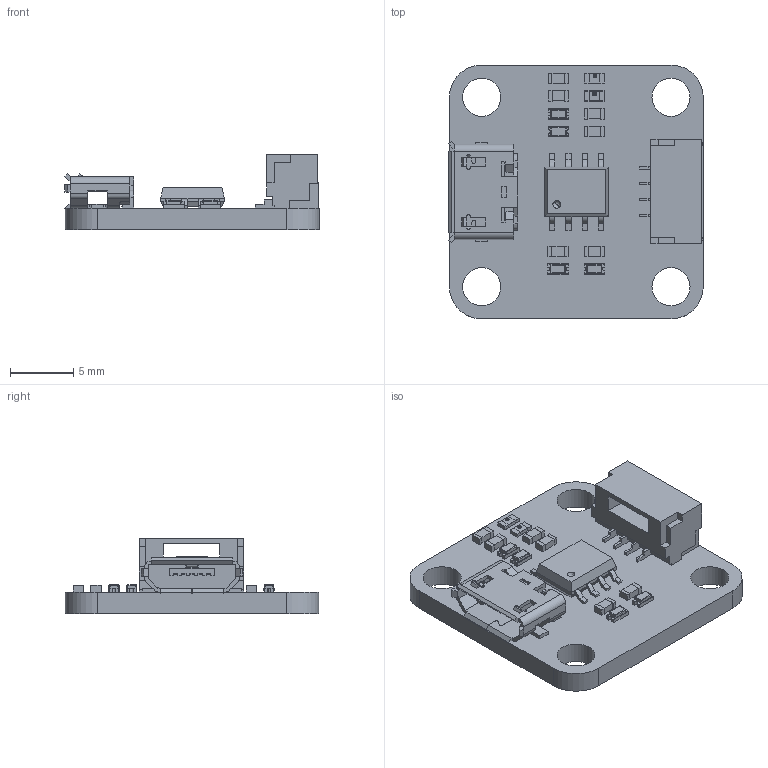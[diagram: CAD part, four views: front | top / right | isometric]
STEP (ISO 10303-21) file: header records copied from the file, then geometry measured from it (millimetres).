
FILE_DESCRIPTION(('Open CASCADE Model'),'2;1');
FILE_NAME('Open CASCADE Shape Model','2021-10-28T15:53:42',('Author'),( 'Open CASCADE'),'Open CASCADE STEP processor 6.8','Open CASCADE 6.8' ,'Unknown');
FILE_SCHEMA(('AUTOMOTIVE_DESIGN { 1 0 10303 214 1 1 1 1 }'));
Length unit declared in the file: millimetre
Products named in the file (34): PCB; Board; Open CASCADE STEP translator 6.8 1.1.1; D1; LED_0603_GREEN; D2; LED_0603_RED; R6; 5853744656; term1; term2; body; R5; D4; LED_0603_YELLOW; D3; LED_0603_BLUE; C2; User_Library-0603_SMD_Capacitor; R4; 6218490592; R3; U2; User_Library-sop-8; R2; R1; P2; JST_GH_SM04B-GHS-TB_1x04-1MP_P1.25mm_Horizontal; P1; Micro_USB; C1
Assembly tree (38 placements, depth 4):
  PCB
    Board
      Open CASCADE STEP translator 6.8 1.1.1
    D1
      LED_0603_GREEN
    D2
      LED_0603_RED
    R6
      5853744656
        term1
        term2
        body
    R5
      5853744656
        term1
        term2
        body
    D4
      LED_0603_YELLOW
    D3
      LED_0603_BLUE
    C2
      User_Library-0603_SMD_Capacitor
    R4
      6218490592
        term1
        term2
        body
    R3
      6218490592
        term1
        term2
        body
    U2
      User_Library-sop-8
    R2
      6218490592
        term1
        term2
        body
    R1
      6218490592
        term1
        term2
        body
    P2
      JST_GH_SM04B-GHS-TB_1x04-1MP_P1.25mm_Horizontal
    P1
      Micro_USB
    C1
      User_Library-0603_SMD_Capacitor
Bounding box: 20.05 x 20 x 5.94 mm (x, y, z)
Volume: 782.7 mm3; surface area: 1623.4 mm2
Topology: 28 solids, 28 shells, 1117 faces, 2984 edges, 1898 vertices
Faces by surface type: plane 837, cylinder 152, bspline 96, sphere 32
Full cylindrical faces by diameter (mm): 0.55 x2, 3 x4
Entity records: 36836 total; most frequent: CARTESIAN_POINT 8340, ORIENTED_EDGE 5190, DIRECTION 4618, EDGE_CURVE 2595, LINE 2206, VECTOR 2206, VERTEX_POINT 1676, AXIS2_PLACEMENT_3D 1206
